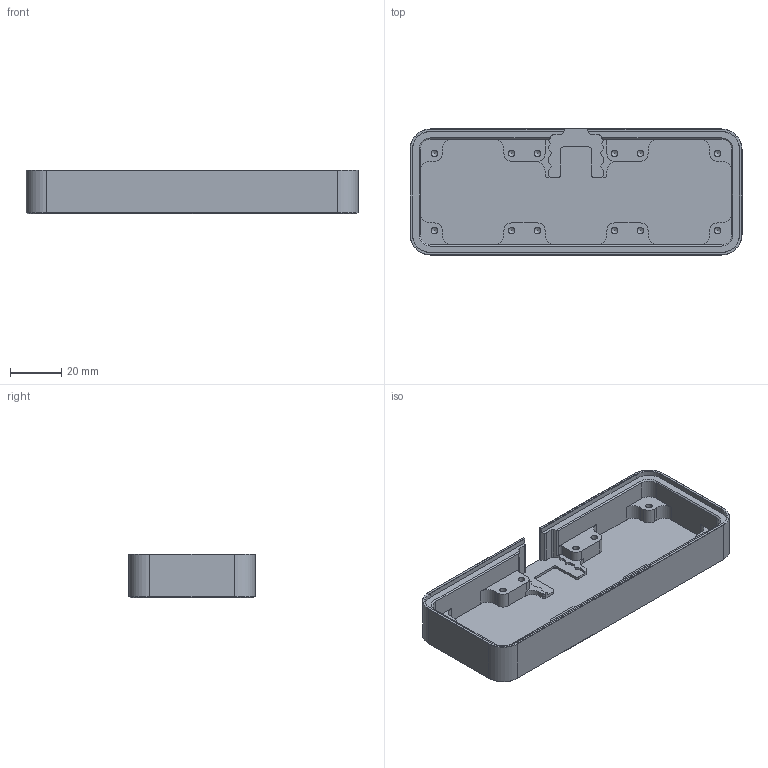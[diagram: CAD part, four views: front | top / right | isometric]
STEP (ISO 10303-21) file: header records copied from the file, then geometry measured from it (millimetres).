
FILE_DESCRIPTION(/* description */ (''),/* implementation_level */ '2;1');
FILE_NAME(/* name */ 'three_knobs_keyboard.step',/* time_stamp */ '2022-12-06T14:02:31+01:00',/* author */ (''),/* organization */ (''),/* preprocessor_version */ 'ST-DEVELOPER v19.2',/* originating_system */ 'Autodesk Translation Framework v11.17.0.187',/* authorisation */ '');
FILE_SCHEMA (('AUTOMOTIVE_DESIGN { 1 0 10303 214 3 1 1 }'));
Length unit declared in the file: millimetre
Products named in the file (1): three_knobs_keyboard
Bounding box: 129 x 49 x 17 mm (x, y, z)
Volume: 29607.1 mm3; surface area: 23767.8 mm2
Topology: 1 solids, 1 shells, 209 faces, 567 edges, 360 vertices
Faces by surface type: plane 113, cylinder 68, cone 28
Full cylindrical faces by diameter (mm): 2.529 x12
Entity records: 6488 total; most frequent: DIRECTION 1125, CARTESIAN_POINT 1125, ORIENTED_EDGE 1110, EDGE_CURVE 555, LINE 405, VECTOR 405, VERTEX_POINT 360, AXIS2_PLACEMENT_3D 360
